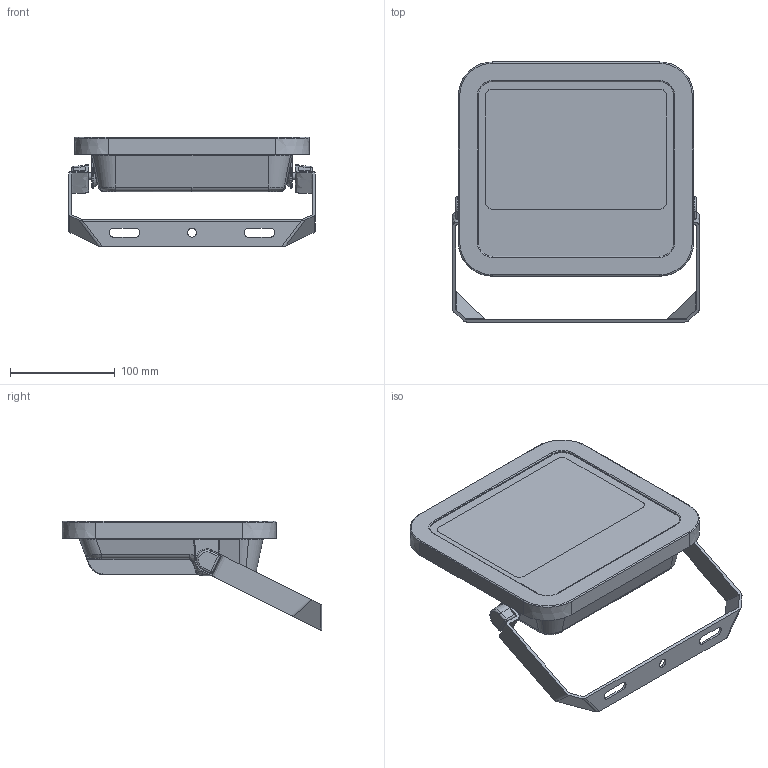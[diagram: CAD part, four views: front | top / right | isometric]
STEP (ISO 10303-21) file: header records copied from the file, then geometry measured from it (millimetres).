
FILE_DESCRIPTION (( 'STEP AP214' ), '1' );
FILE_NAME ('FL_G4_69W.STEP', '2024-05-30T06:37:43', ( '' ), ( '' ), 'SwSTEP 2.0', 'SolidWorks 2022', '' );
FILE_SCHEMA (( 'AUTOMOTIVE_DESIGN' ));
Length unit declared in the file: millimetre
Products named in the file (1): FL_G4_69W
Bounding box: 236 x 248.71 x 104.7 mm (x, y, z)
Volume: 570849.2 mm3; surface area: 334870.7 mm2
Topology: 7 solids, 7 shells, 776 faces, 1902 edges, 1075 vertices
Faces by surface type: cylinder 276, bspline 276, plane 172, torus 22, cone 22, sphere 8
Full cylindrical faces by diameter (mm): 6.5 x2, 6.7 x2, 8.5 x1
Entity records: 43695 total; most frequent: CARTESIAN_POINT 19568, ORIENTED_EDGE 3652, DIRECTION 2705, EDGE_CURVE 1826, VERTEX_POINT 1074, AXIS2_PLACEMENT_3D 1008, EDGE_LOOP 800, UNCERTAINTY_MEASURE_WITH_UNIT 785
